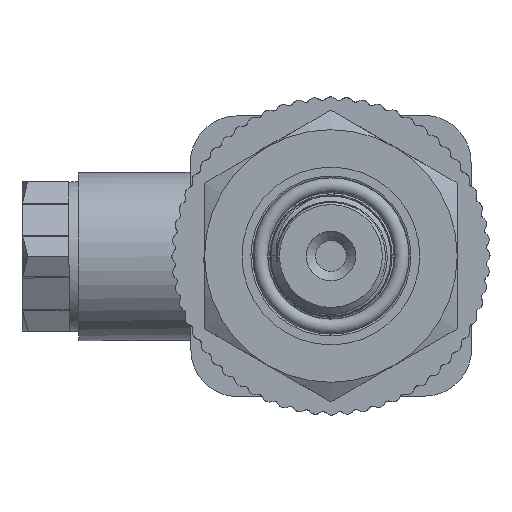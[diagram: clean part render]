
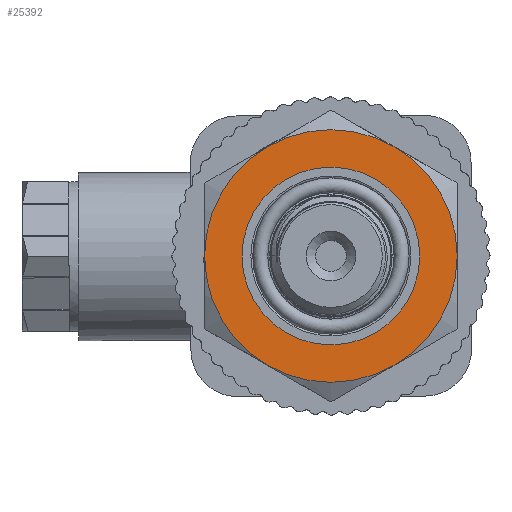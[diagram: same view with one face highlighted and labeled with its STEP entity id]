
A CAD part, left-side view. The second image highlights one B-rep face of the part: STEP entity #25392.
In plain terms, the highlighted face is planar.
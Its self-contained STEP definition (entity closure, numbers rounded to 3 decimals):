
#507=FACE_BOUND('',#4547,.T.);
#1655=PLANE('',#26804);
#3057=FACE_OUTER_BOUND('',#4546,.T.);
#4546=EDGE_LOOP('',(#23790));
#4547=EDGE_LOOP('',(#23791));
#4965=CIRCLE('',#26765,13.5);
#4989=CIRCLE('',#26805,9.5);
#12444=VERTEX_POINT('',#65104);
#12463=VERTEX_POINT('',#65170);
#16209=EDGE_CURVE('',#12444,#12444,#4965,.T.);
#16240=EDGE_CURVE('',#12463,#12463,#4989,.T.);
#23790=ORIENTED_EDGE('',*,*,#16209,.T.);
#23791=ORIENTED_EDGE('',*,*,#16240,.F.);
#25392=ADVANCED_FACE('',(#3057,#507),#1655,.T.);
#26765=AXIS2_PLACEMENT_3D('',#65105,#31260,#31261);
#26804=AXIS2_PLACEMENT_3D('',#65169,#31345,#31346);
#26805=AXIS2_PLACEMENT_3D('',#65171,#31347,#31348);
#31260=DIRECTION('center_axis',(1.,0.,0.));
#31261=DIRECTION('ref_axis',(0.,0.,-1.));
#31345=DIRECTION('center_axis',(1.,0.,0.));
#31346=DIRECTION('ref_axis',(0.,0.,-1.));
#31347=DIRECTION('center_axis',(1.,0.,0.));
#31348=DIRECTION('ref_axis',(0.,0.,-1.));
#65104=CARTESIAN_POINT('',(-14.,-13.5,0.));
#65105=CARTESIAN_POINT('Origin',(-14.,0.,0.));
#65169=CARTESIAN_POINT('Origin',(-14.,9.5,0.));
#65170=CARTESIAN_POINT('',(-14.,-9.5,0.));
#65171=CARTESIAN_POINT('Origin',(-14.,0.,0.));
